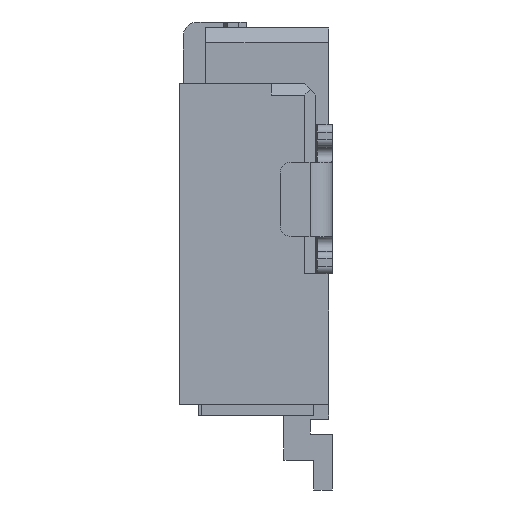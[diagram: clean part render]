
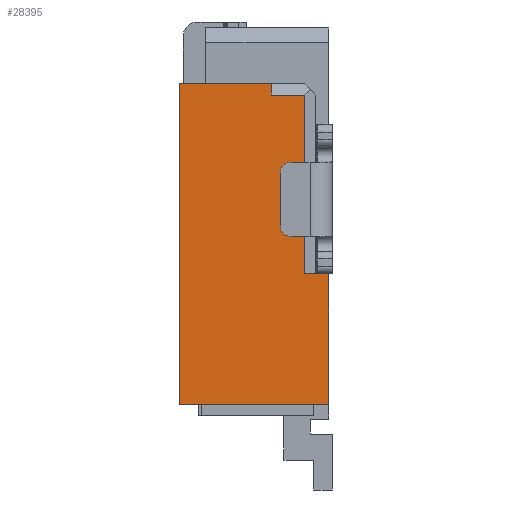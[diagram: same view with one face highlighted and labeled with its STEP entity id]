
A CAD part, left-side view. The second image highlights one B-rep face of the part: STEP entity #28395.
In plain terms, the highlighted planar face has unit normal (-1, 0, 0).
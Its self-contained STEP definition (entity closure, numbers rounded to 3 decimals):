
#4=DIRECTION('',(0.,-1.,0.));
#5=VECTOR('',#4,0.15);
#6=CARTESIAN_POINT('',(-11.15,-0.552,-3.38));
#7=LINE('',#6,#5);
#12=DIRECTION('',(0.,0.,-1.));
#13=VECTOR('',#12,1.75);
#14=CARTESIAN_POINT('',(-11.15,-0.702,-3.38));
#15=LINE('',#14,#13);
#19=DIRECTION('',(0.,1.,0.));
#20=VECTOR('',#19,2.);
#21=CARTESIAN_POINT('',(-11.15,-0.702,-5.13));
#22=LINE('',#21,#20);
#26=DIRECTION('',(0.,0.,1.));
#27=VECTOR('',#26,4.3);
#28=CARTESIAN_POINT('',(-11.15,1.298,-5.13));
#29=LINE('',#28,#27);
#33=DIRECTION('',(0.,-1.,0.));
#34=VECTOR('',#33,1.23);
#35=CARTESIAN_POINT('',(-11.15,1.298,-0.83));
#36=LINE('',#35,#34);
#40=DIRECTION('',(0.,0.,1.));
#41=VECTOR('',#40,0.15);
#42=CARTESIAN_POINT('',(-11.15,0.068,-0.98));
#43=LINE('',#42,#41);
#47=DIRECTION('',(0.,1.,0.));
#48=VECTOR('',#47,0.45);
#49=CARTESIAN_POINT('',(-11.15,-0.382,-0.98));
#50=LINE('',#49,#48);
#54=DIRECTION('',(0.,0.,1.));
#55=VECTOR('',#54,2.4);
#56=CARTESIAN_POINT('',(-11.15,-0.382,-3.38));
#57=LINE('',#56,#55);
#61=DIRECTION('',(0.,-1.,0.));
#62=VECTOR('',#61,0.17);
#63=CARTESIAN_POINT('',(-11.15,-0.382,-3.38));
#64=LINE('',#63,#62);
#23932=CARTESIAN_POINT('',(-11.15,-0.702,-5.13));
#23933=CARTESIAN_POINT('',(-11.15,1.298,-5.13));
#23934=VERTEX_POINT('',#23932);
#23935=VERTEX_POINT('',#23933);
#23936=CARTESIAN_POINT('',(-11.15,1.298,-0.83));
#23937=VERTEX_POINT('',#23936);
#24032=CARTESIAN_POINT('',(-11.15,-0.382,-3.38));
#24033=VERTEX_POINT('',#24032);
#24104=CARTESIAN_POINT('',(-11.15,0.068,-0.98));
#24105=CARTESIAN_POINT('',(-11.15,0.068,-0.83));
#24106=VERTEX_POINT('',#24104);
#24107=VERTEX_POINT('',#24105);
#24108=CARTESIAN_POINT('',(-11.15,-0.382,-0.98));
#24109=VERTEX_POINT('',#24108);
#24178=CARTESIAN_POINT('',(-11.15,-0.552,-3.38));
#24179=CARTESIAN_POINT('',(-11.15,-0.702,-3.38));
#24180=VERTEX_POINT('',#24178);
#24181=VERTEX_POINT('',#24179);
#28370=CARTESIAN_POINT('',(-11.15,0.,0.));
#28371=DIRECTION('',(1.,0.,0.));
#28372=DIRECTION('',(0.,0.,-1.));
#28373=AXIS2_PLACEMENT_3D('',#28370,#28371,#28372);
#28374=PLANE('',#28373);
#28376=ORIENTED_EDGE('',*,*,#28375,.T.);
#28378=ORIENTED_EDGE('',*,*,#28377,.T.);
#28380=ORIENTED_EDGE('',*,*,#28379,.T.);
#28382=ORIENTED_EDGE('',*,*,#28381,.T.);
#28384=ORIENTED_EDGE('',*,*,#28383,.T.);
#28386=ORIENTED_EDGE('',*,*,#28385,.F.);
#28388=ORIENTED_EDGE('',*,*,#28387,.F.);
#28390=ORIENTED_EDGE('',*,*,#28389,.F.);
#28392=ORIENTED_EDGE('',*,*,#28391,.T.);
#28393=EDGE_LOOP('',(#28376,#28378,#28380,#28382,#28384,#28386,#28388,#28390,
#28392));
#28394=FACE_OUTER_BOUND('',#28393,.F.);
#28375=EDGE_CURVE('',#24180,#24181,#7,.T.);
#28377=EDGE_CURVE('',#24181,#23934,#15,.T.);
#28379=EDGE_CURVE('',#23934,#23935,#22,.T.);
#28381=EDGE_CURVE('',#23935,#23937,#29,.T.);
#28383=EDGE_CURVE('',#23937,#24107,#36,.T.);
#28385=EDGE_CURVE('',#24106,#24107,#43,.T.);
#28387=EDGE_CURVE('',#24109,#24106,#50,.T.);
#28389=EDGE_CURVE('',#24033,#24109,#57,.T.);
#28391=EDGE_CURVE('',#24033,#24180,#64,.T.);
#28395=ADVANCED_FACE('',(#28394),#28374,.F.);
